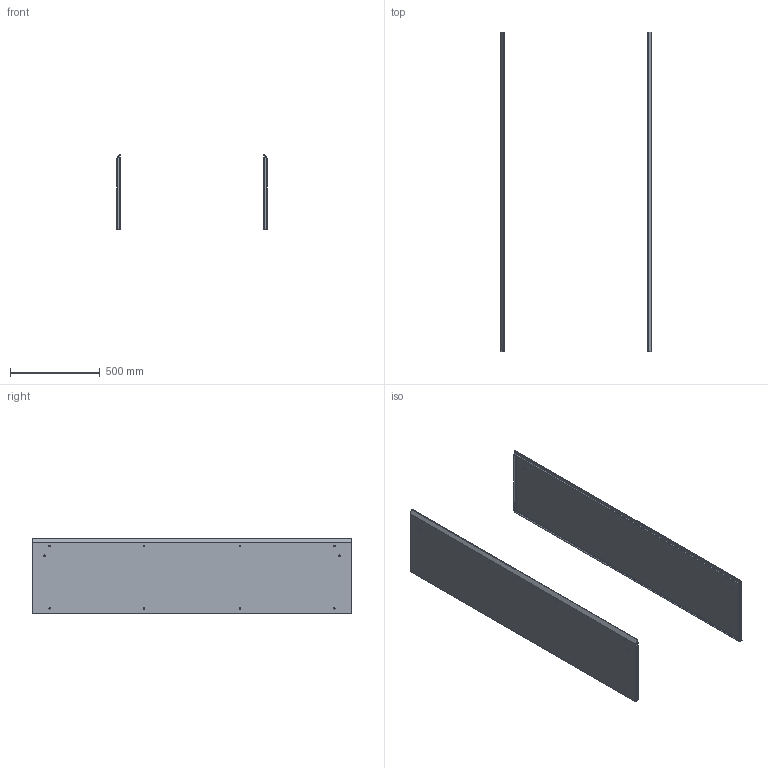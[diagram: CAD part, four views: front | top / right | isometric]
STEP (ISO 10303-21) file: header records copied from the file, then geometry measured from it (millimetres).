
FILE_DESCRIPTION(('STEP AP242'),'1');
FILE_NAME('nsy2spx184.stp','2019-07-08T13:02:40',('TraceParts'),('TraceParts S.A.'),'Spatial InterOp 3D',' ',' ');
FILE_SCHEMA(('AP242_MANAGED_MODEL_BASED_3D_ENGINEERING_MIM_LF {1 0 10303 442 1 1 4}'));
Length unit declared in the file: millimetre
Products named in the file (1): NSY2SPX184_ASM|6200940001_ASM#6200940001_ASM|2201670001#2201670001;2201670001
Bounding box: 836 x 1777 x 417.98 mm (x, y, z)
Volume: 2829048.8 mm3; surface area: 3674812.5 mm2
Topology: 8 solids, 8 shells, 298 faces, 692 edges, 416 vertices
Faces by surface type: plane 138, cylinder 112, bspline 32, cone 8, torus 8
Entity records: 9543 total; most frequent: CARTESIAN_POINT 2726, ORIENTED_EDGE 1384, DIRECTION 1376, EDGE_CURVE 692, AXIS2_PLACEMENT_3D 474, LINE 428, VECTOR 428, VERTEX_POINT 416
